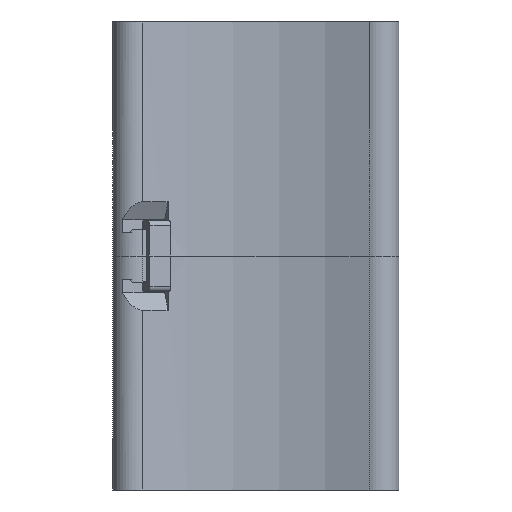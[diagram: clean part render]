
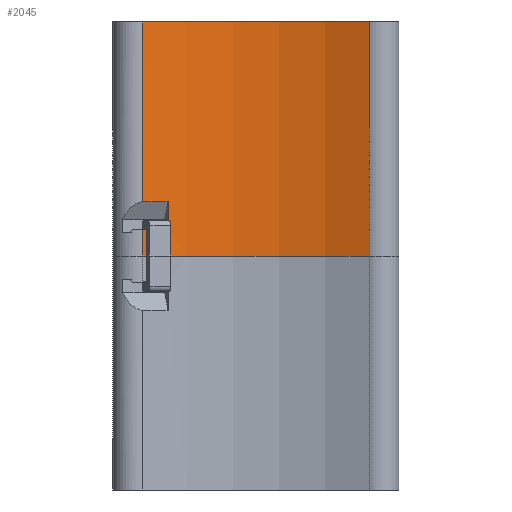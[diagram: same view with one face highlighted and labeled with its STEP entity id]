
A CAD part, front view. The second image highlights one B-rep face of the part: STEP entity #2045.
In plain terms, the highlighted cylindrical face has radius 51.799 mm (diameter 103.598 mm), a partial arc.
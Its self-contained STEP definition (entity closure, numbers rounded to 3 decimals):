
#205=FACE_OUTER_BOUND('',#327,.T.);
#327=EDGE_LOOP('',(#1559,#1560,#1561,#1562,#1563,#1564,#1565,#1566));
#436=LINE('',#3256,#576);
#441=LINE('',#3297,#581);
#443=LINE('',#3304,#583);
#453=LINE('',#3456,#593);
#576=VECTOR('',#2589,10.);
#581=VECTOR('',#2618,10.);
#583=VECTOR('',#2624,10.);
#593=VECTOR('',#2690,10.);
#718=CIRCLE('',#2215,51.799);
#721=CIRCLE('',#2220,51.799);
#743=CIRCLE('',#2261,51.799);
#744=CIRCLE('',#2262,51.799);
#867=VERTEX_POINT('',#3240);
#868=VERTEX_POINT('',#3251);
#869=VERTEX_POINT('',#3255);
#872=VERTEX_POINT('',#3265);
#875=VERTEX_POINT('',#3296);
#878=VERTEX_POINT('',#3302);
#904=VERTEX_POINT('',#3453);
#905=VERTEX_POINT('',#3455);
#1090=EDGE_CURVE('',#867,#868,#718,.T.);
#1091=EDGE_CURVE('',#868,#869,#436,.T.);
#1098=EDGE_CURVE('',#869,#872,#721,.T.);
#1106=EDGE_CURVE('',#867,#875,#441,.T.);
#1110=EDGE_CURVE('',#878,#872,#443,.T.);
#1146=EDGE_CURVE('',#904,#905,#453,.T.);
#1149=EDGE_CURVE('',#905,#878,#743,.T.);
#1150=EDGE_CURVE('',#875,#904,#744,.T.);
#1559=ORIENTED_EDGE('',*,*,#1098,.T.);
#1560=ORIENTED_EDGE('',*,*,#1110,.F.);
#1561=ORIENTED_EDGE('',*,*,#1149,.F.);
#1562=ORIENTED_EDGE('',*,*,#1146,.F.);
#1563=ORIENTED_EDGE('',*,*,#1150,.F.);
#1564=ORIENTED_EDGE('',*,*,#1106,.F.);
#1565=ORIENTED_EDGE('',*,*,#1090,.T.);
#1566=ORIENTED_EDGE('',*,*,#1091,.T.);
#1972=CYLINDRICAL_SURFACE('',#2260,51.799);
#2045=ADVANCED_FACE('',(#205),#1972,.F.);
#2215=AXIS2_PLACEMENT_3D('',#3253,#2585,#2586);
#2220=AXIS2_PLACEMENT_3D('',#3268,#2600,#2601);
#2260=AXIS2_PLACEMENT_3D('',#3460,#2694,#2695);
#2261=AXIS2_PLACEMENT_3D('',#3461,#2696,#2697);
#2262=AXIS2_PLACEMENT_3D('',#3462,#2698,#2699);
#2585=DIRECTION('center_axis',(0.,0.,-1.));
#2586=DIRECTION('ref_axis',(1.,0.,0.));
#2589=DIRECTION('',(0.,0.,-1.));
#2600=DIRECTION('center_axis',(0.,0.,
1.));
#2601=DIRECTION('ref_axis',(1.,0.,0.));
#2618=DIRECTION('',(0.,0.,1.));
#2624=DIRECTION('',(0.,0.,1.));
#2690=DIRECTION('',(0.,0.,-1.));
#2694=DIRECTION('center_axis',(0.,0.,1.));
#2695=DIRECTION('ref_axis',(1.,0.,0.));
#2696=DIRECTION('center_axis',(0.,0.,1.));
#2697=DIRECTION('ref_axis',(1.,0.,0.));
#2698=DIRECTION('center_axis',(0.,0.,-1.));
#2699=DIRECTION('ref_axis',(1.,0.,0.));
#3240=CARTESIAN_POINT('',(-21.815,-81.915,5.45));
#3251=CARTESIAN_POINT('',(-16.893,-79.929,5.45));
#3253=CARTESIAN_POINT('Origin',(0.,-128.896,
5.45));
#3255=CARTESIAN_POINT('',(-16.893,-79.929,0.));
#3256=CARTESIAN_POINT('',(-16.893,-79.929,0.));
#3265=CARTESIAN_POINT('',(-21.815,-81.915,0.));
#3268=CARTESIAN_POINT('Origin',(0.,-128.896,
0.));
#3296=CARTESIAN_POINT('',(-21.815,-81.915,40.));
#3297=CARTESIAN_POINT('',(-21.815,-81.915,0.));
#3302=CARTESIAN_POINT('',(-21.815,-81.915,-5.));
#3304=CARTESIAN_POINT('',(-21.815,-81.915,0.));
#3453=CARTESIAN_POINT('',(21.815,-81.915,40.));
#3455=CARTESIAN_POINT('',(21.815,-81.915,-5.));
#3456=CARTESIAN_POINT('',(21.815,-81.915,0.));
#3460=CARTESIAN_POINT('Origin',(0.,-128.896,
0.));
#3461=CARTESIAN_POINT('Origin',(0.,-128.896,
-5.));
#3462=CARTESIAN_POINT('Origin',(0.,-128.896,
40.));
